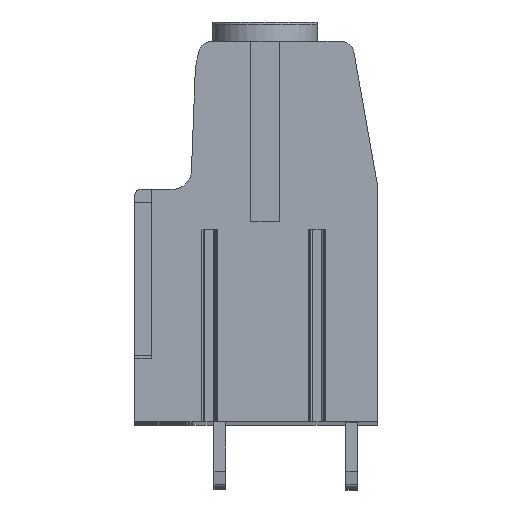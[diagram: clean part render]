
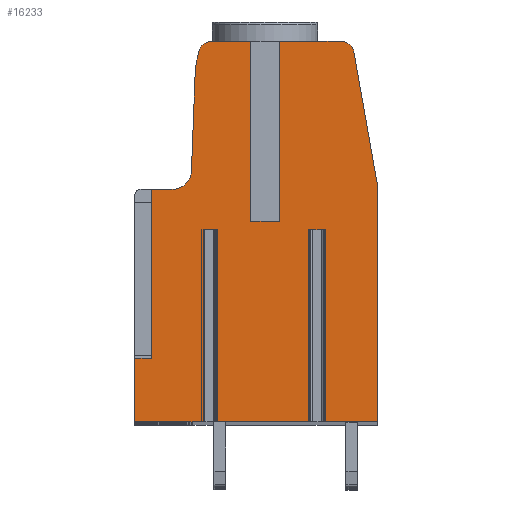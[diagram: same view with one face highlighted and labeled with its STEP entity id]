
A CAD part, top view. The second image highlights one B-rep face of the part: STEP entity #16233.
In plain terms, the highlighted planar face has unit normal (0, 0, 1).
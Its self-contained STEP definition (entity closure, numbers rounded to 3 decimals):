
#16=DIRECTION('',(0.,-1.,0.));
#17=VECTOR('',#16,13.85);
#18=CARTESIAN_POINT('',(1.8,13.9,144.78));
#19=LINE('',#18,#17);
#20=DIRECTION('',(-1.,0.,0.));
#21=VECTOR('',#20,4.762);
#22=CARTESIAN_POINT('',(6.562,13.9,144.78));
#23=LINE('',#22,#21);
#24=CARTESIAN_POINT('',(6.562,12.9,144.78));
#25=DIRECTION('',(0.,0.,1.));
#26=DIRECTION('',(0.985,0.174,0.));
#27=AXIS2_PLACEMENT_3D('',#24,#25,#26);
#29=DIRECTION('',(-0.174,0.985,0.));
#30=VECTOR('',#29,10.381);
#31=CARTESIAN_POINT('',(9.35,2.85,144.78));
#32=LINE('',#31,#30);
#33=DIRECTION('',(0.,1.,0.));
#34=VECTOR('',#33,18.25);
#35=CARTESIAN_POINT('',(9.35,-15.4,144.78));
#36=LINE('',#35,#34);
#37=DIRECTION('',(1.,0.,0.));
#38=VECTOR('',#37,4.173);
#39=CARTESIAN_POINT('',(5.177,-15.4,144.78));
#40=LINE('',#39,#38);
#41=DIRECTION('',(0.,-1.,0.));
#42=VECTOR('',#41,14.8);
#43=CARTESIAN_POINT('',(5.177,-0.6,144.78));
#44=LINE('',#43,#42);
#45=DIRECTION('',(-1.,0.,0.));
#46=VECTOR('',#45,0.955);
#47=CARTESIAN_POINT('',(5.177,-0.6,144.78));
#48=LINE('',#47,#46);
#49=DIRECTION('',(0.,-1.,0.));
#50=VECTOR('',#49,14.8);
#51=CARTESIAN_POINT('',(4.223,-0.6,144.78));
#52=LINE('',#51,#50);
#53=DIRECTION('',(1.,0.,0.));
#54=VECTOR('',#53,7.345);
#55=CARTESIAN_POINT('',(-3.123,-15.4,144.78));
#56=LINE('',#55,#54);
#57=DIRECTION('',(0.,-1.,0.));
#58=VECTOR('',#57,14.8);
#59=CARTESIAN_POINT('',(-3.123,-0.6,144.78));
#60=LINE('',#59,#58);
#61=DIRECTION('',(-1.,0.,0.));
#62=VECTOR('',#61,0.955);
#63=CARTESIAN_POINT('',(-3.123,-0.6,144.78));
#64=LINE('',#63,#62);
#65=DIRECTION('',(0.,-1.,0.));
#66=VECTOR('',#65,14.8);
#67=CARTESIAN_POINT('',(-4.077,-0.6,144.78));
#68=LINE('',#67,#66);
#69=DIRECTION('',(1.,0.,0.));
#70=VECTOR('',#69,5.273);
#71=CARTESIAN_POINT('',(-9.35,-15.4,144.78));
#72=LINE('',#71,#70);
#73=DIRECTION('',(0.,-1.,0.));
#74=VECTOR('',#73,4.9);
#75=CARTESIAN_POINT('',(-9.35,-10.5,144.78));
#76=LINE('',#75,#74);
#77=DIRECTION('',(1.,0.,0.));
#78=VECTOR('',#77,1.3);
#79=CARTESIAN_POINT('',(-9.35,-10.5,144.78));
#80=LINE('',#79,#78);
#81=DIRECTION('',(0.,1.,0.));
#82=VECTOR('',#81,13.);
#83=CARTESIAN_POINT('',(-8.05,-10.5,144.78));
#84=LINE('',#83,#82);
#85=DIRECTION('',(-1.,0.,0.));
#86=VECTOR('',#85,1.578);
#87=CARTESIAN_POINT('',(-6.472,2.5,144.78));
#88=LINE('',#87,#86);
#89=CARTESIAN_POINT('',(-6.472,4.,144.78));
#90=DIRECTION('',(0.,0.,-1.));
#91=DIRECTION('',(0.999,-0.038,0.));
#92=AXIS2_PLACEMENT_3D('',#89,#90,#91);
#94=DIRECTION('',(-0.038,-0.999,0.));
#95=VECTOR('',#94,7.704);
#96=CARTESIAN_POINT('',(-4.681,11.641,144.78));
#97=LINE('',#96,#95);
#98=CARTESIAN_POINT('',(-1.683,11.527,144.78));
#99=DIRECTION('',(0.,0.,1.));
#100=DIRECTION('',(-0.978,0.208,0.));
#101=AXIS2_PLACEMENT_3D('',#98,#99,#100);
#103=DIRECTION('',(-0.208,-0.978,0.));
#104=VECTOR('',#103,0.978);
#105=CARTESIAN_POINT('',(-4.414,13.108,144.78));
#106=LINE('',#105,#104);
#107=CARTESIAN_POINT('',(-3.436,12.9,144.78));
#108=DIRECTION('',(0.,0.,1.));
#109=DIRECTION('',(0.,1.,0.));
#110=AXIS2_PLACEMENT_3D('',#107,#108,#109);
#112=DIRECTION('',(-1.,0.,0.));
#113=VECTOR('',#112,3.036);
#114=CARTESIAN_POINT('',(-0.4,13.9,144.78));
#115=LINE('',#114,#113);
#116=DIRECTION('',(0.,-1.,0.));
#117=VECTOR('',#116,13.85);
#118=CARTESIAN_POINT('',(-0.4,13.9,144.78));
#119=LINE('',#118,#117);
#120=DIRECTION('',(1.,0.,0.));
#121=VECTOR('',#120,2.2);
#122=CARTESIAN_POINT('',(-0.4,0.05,144.78));
#123=LINE('',#122,#121);
#12598=CARTESIAN_POINT('',(9.35,-15.4,144.78));
#12599=CARTESIAN_POINT('',(9.35,2.85,144.78));
#12600=VERTEX_POINT('',#12598);
#12601=VERTEX_POINT('',#12599);
#12602=CARTESIAN_POINT('',(7.547,13.074,144.78));
#12603=VERTEX_POINT('',#12602);
#12604=CARTESIAN_POINT('',(6.562,13.9,144.78));
#12605=VERTEX_POINT('',#12604);
#12606=CARTESIAN_POINT('',(-3.436,13.9,144.78));
#12607=CARTESIAN_POINT('',(-4.414,13.108,144.78));
#12608=VERTEX_POINT('',#12606);
#12609=VERTEX_POINT('',#12607);
#12610=CARTESIAN_POINT('',(-4.617,12.151,144.78));
#12611=VERTEX_POINT('',#12610);
#12612=CARTESIAN_POINT('',(-4.681,11.641,144.78));
#12613=VERTEX_POINT('',#12612);
#12614=CARTESIAN_POINT('',(-4.973,3.943,144.78));
#12615=VERTEX_POINT('',#12614);
#12616=CARTESIAN_POINT('',(-6.472,2.5,144.78));
#12617=VERTEX_POINT('',#12616);
#12734=CARTESIAN_POINT('',(5.177,-15.4,144.78));
#12735=VERTEX_POINT('',#12734);
#12737=CARTESIAN_POINT('',(4.223,-15.4,144.78));
#12739=VERTEX_POINT('',#12737);
#12750=CARTESIAN_POINT('',(-3.123,-15.4,144.78));
#12751=VERTEX_POINT('',#12750);
#12753=CARTESIAN_POINT('',(-4.077,-15.4,144.78));
#12755=VERTEX_POINT('',#12753);
#12760=CARTESIAN_POINT('',(5.177,-0.6,144.78));
#12761=CARTESIAN_POINT('',(4.223,-0.6,144.78));
#12762=VERTEX_POINT('',#12760);
#12763=VERTEX_POINT('',#12761);
#12764=CARTESIAN_POINT('',(-3.123,-0.6,144.78));
#12765=CARTESIAN_POINT('',(-4.077,-0.6,144.78));
#12766=VERTEX_POINT('',#12764);
#12767=VERTEX_POINT('',#12765);
#12768=CARTESIAN_POINT('',(-9.35,-15.4,144.78));
#12769=VERTEX_POINT('',#12768);
#12972=CARTESIAN_POINT('',(-9.35,-10.5,144.78));
#12973=CARTESIAN_POINT('',(-8.05,-10.5,144.78));
#12974=VERTEX_POINT('',#12972);
#12975=VERTEX_POINT('',#12973);
#12976=CARTESIAN_POINT('',(-8.05,2.5,144.78));
#12977=VERTEX_POINT('',#12976);
#13128=CARTESIAN_POINT('',(1.8,13.9,144.78));
#13129=CARTESIAN_POINT('',(1.8,0.05,144.78));
#13130=VERTEX_POINT('',#13128);
#13131=VERTEX_POINT('',#13129);
#13132=CARTESIAN_POINT('',(-0.4,13.9,144.78));
#13133=CARTESIAN_POINT('',(-0.4,0.05,144.78));
#13134=VERTEX_POINT('',#13132);
#13135=VERTEX_POINT('',#13133);
#16174=CARTESIAN_POINT('',(0.,0.,144.78));
#16175=DIRECTION('',(0.,0.,1.));
#16176=DIRECTION('',(1.,0.,0.));
#16177=AXIS2_PLACEMENT_3D('',#16174,#16175,#16176);
#16178=PLANE('',#16177);
#16180=ORIENTED_EDGE('',*,*,#16179,.F.);
#16182=ORIENTED_EDGE('',*,*,#16181,.F.);
#16184=ORIENTED_EDGE('',*,*,#16183,.F.);
#16186=ORIENTED_EDGE('',*,*,#16185,.F.);
#16188=ORIENTED_EDGE('',*,*,#16187,.F.);
#16190=ORIENTED_EDGE('',*,*,#16189,.F.);
#16192=ORIENTED_EDGE('',*,*,#16191,.F.);
#16194=ORIENTED_EDGE('',*,*,#16193,.T.);
#16196=ORIENTED_EDGE('',*,*,#16195,.T.);
#16198=ORIENTED_EDGE('',*,*,#16197,.F.);
#16200=ORIENTED_EDGE('',*,*,#16199,.F.);
#16202=ORIENTED_EDGE('',*,*,#16201,.T.);
#16204=ORIENTED_EDGE('',*,*,#16203,.T.);
#16206=ORIENTED_EDGE('',*,*,#16205,.F.);
#16208=ORIENTED_EDGE('',*,*,#16207,.F.);
#16210=ORIENTED_EDGE('',*,*,#16209,.T.);
#16212=ORIENTED_EDGE('',*,*,#16211,.T.);
#16214=ORIENTED_EDGE('',*,*,#16213,.F.);
#16216=ORIENTED_EDGE('',*,*,#16215,.F.);
#16218=ORIENTED_EDGE('',*,*,#16217,.F.);
#16220=ORIENTED_EDGE('',*,*,#16219,.F.);
#16222=ORIENTED_EDGE('',*,*,#16221,.F.);
#16224=ORIENTED_EDGE('',*,*,#16223,.F.);
#16226=ORIENTED_EDGE('',*,*,#16225,.F.);
#16228=ORIENTED_EDGE('',*,*,#16227,.T.);
#16230=ORIENTED_EDGE('',*,*,#16229,.T.);
#16231=EDGE_LOOP('',(#16180,#16182,#16184,#16186,#16188,#16190,#16192,#16194,
#16196,#16198,#16200,#16202,#16204,#16206,#16208,#16210,#16212,#16214,#16216,
#16218,#16220,#16222,#16224,#16226,#16228,#16230));
#16232=FACE_OUTER_BOUND('',#16231,.F.);
#28=CIRCLE('',#27,1.);
#93=CIRCLE('',#92,1.5);
#102=CIRCLE('',#101,3.);
#111=CIRCLE('',#110,1.);
#16179=EDGE_CURVE('',#13130,#13131,#19,.T.);
#16181=EDGE_CURVE('',#12605,#13130,#23,.T.);
#16183=EDGE_CURVE('',#12603,#12605,#28,.T.);
#16185=EDGE_CURVE('',#12601,#12603,#32,.T.);
#16187=EDGE_CURVE('',#12600,#12601,#36,.T.);
#16189=EDGE_CURVE('',#12735,#12600,#40,.T.);
#16191=EDGE_CURVE('',#12762,#12735,#44,.T.);
#16193=EDGE_CURVE('',#12762,#12763,#48,.T.);
#16195=EDGE_CURVE('',#12763,#12739,#52,.T.);
#16197=EDGE_CURVE('',#12751,#12739,#56,.T.);
#16199=EDGE_CURVE('',#12766,#12751,#60,.T.);
#16201=EDGE_CURVE('',#12766,#12767,#64,.T.);
#16203=EDGE_CURVE('',#12767,#12755,#68,.T.);
#16205=EDGE_CURVE('',#12769,#12755,#72,.T.);
#16207=EDGE_CURVE('',#12974,#12769,#76,.T.);
#16209=EDGE_CURVE('',#12974,#12975,#80,.T.);
#16211=EDGE_CURVE('',#12975,#12977,#84,.T.);
#16213=EDGE_CURVE('',#12617,#12977,#88,.T.);
#16215=EDGE_CURVE('',#12615,#12617,#93,.T.);
#16217=EDGE_CURVE('',#12613,#12615,#97,.T.);
#16219=EDGE_CURVE('',#12611,#12613,#102,.T.);
#16221=EDGE_CURVE('',#12609,#12611,#106,.T.);
#16223=EDGE_CURVE('',#12608,#12609,#111,.T.);
#16225=EDGE_CURVE('',#13134,#12608,#115,.T.);
#16227=EDGE_CURVE('',#13134,#13135,#119,.T.);
#16229=EDGE_CURVE('',#13135,#13131,#123,.T.);
#16233=ADVANCED_FACE('',(#16232),#16178,.T.);
